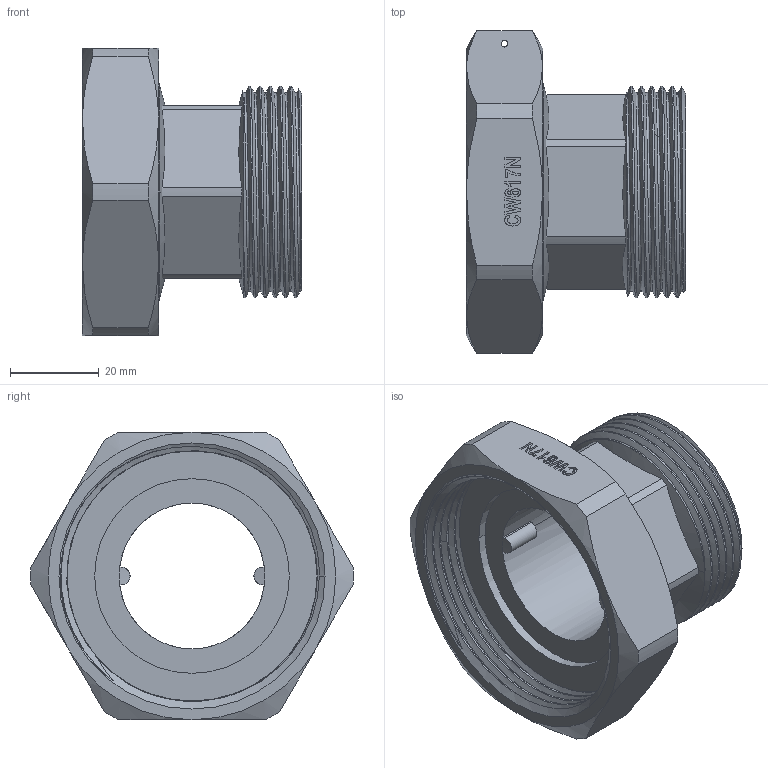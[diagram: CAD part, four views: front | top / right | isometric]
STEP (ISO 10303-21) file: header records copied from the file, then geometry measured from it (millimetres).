
FILE_DESCRIPTION((''),'2;1');
FILE_NAME('F16133108_ASM','2023-12-07T10:27:30',('admin'),(''),'CREO PARAMETRIC BY PTC INC, 2018400','CREO PARAMETRIC BY PTC INC, 2018400','');
FILE_SCHEMA(('CONFIG_CONTROL_DESIGN','SHAPE_APPEARANCE_LAYERS_GROUPS'));
Length unit declared in the file: millimetre
Products named in the file (4): FJ1641133108W; FJ1615133108W; VT13013309; F16133108_ASM
Assembly tree (3 placements, depth 2):
  F16133108_ASM
    FJ1641133108W
    FJ1615133108W
    VT13013309
Bounding box: 49.5 x 72.99 x 65 mm (x, y, z)
Volume: 44395.9 mm3; surface area: 28412.2 mm2
Topology: 3 solids, 3 shells, 207 faces, 546 edges, 354 vertices
Faces by surface type: plane 67, cylinder 50, extrusion 47, cone 28, bspline 15
Entity records: 13494 total; most frequent: CARTESIAN_POINT 6989, ORIENTED_EDGE 1092, DIRECTION 763, PRESENTATION_STYLE_ASSIGNMENT 549, STYLED_ITEM 549, CURVE_STYLE 546, EDGE_CURVE 546, VERTEX_POINT 354
